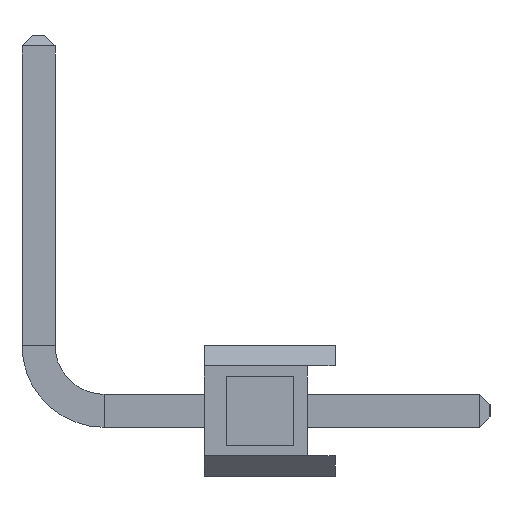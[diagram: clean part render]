
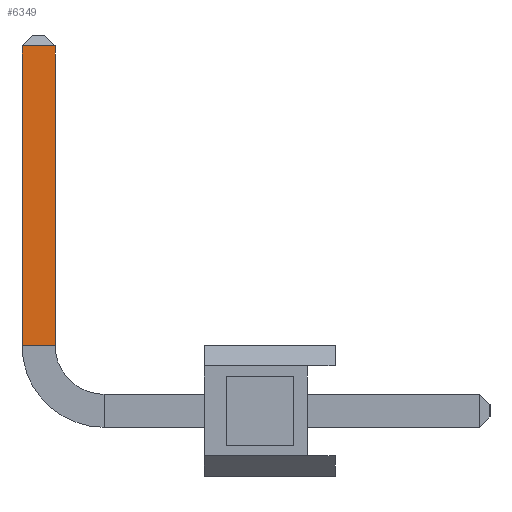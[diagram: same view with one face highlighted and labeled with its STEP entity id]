
A CAD part, left-side view. The second image highlights one B-rep face of the part: STEP entity #6349.
In plain terms, the highlighted planar face has unit normal (-1, 0, 0).
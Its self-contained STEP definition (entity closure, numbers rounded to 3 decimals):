
#1056 = VECTOR ( 'NONE', #3830, 1000. ) ;
#1151 = CARTESIAN_POINT ( 'NONE',  ( -0.32, 5.43, 1.27 ) ) ;
#1719 = VECTOR ( 'NONE', #12511, 1000. ) ;
#2161 = CARTESIAN_POINT ( 'NONE',  ( -0.32, 6.07, 7.07 ) ) ;
#3830 = DIRECTION ( 'NONE',  ( 0., 0., 1. ) ) ;
#4195 = LINE ( 'NONE', #2161, #12985 ) ;
#4315 = DIRECTION ( 'NONE',  ( -1., 0., 0. ) ) ;
#5321 = CARTESIAN_POINT ( 'NONE',  ( -0.32, 6.07, 1.27 ) ) ;
#5616 = CARTESIAN_POINT ( 'NONE',  ( -0.32, 6.07, 1.27 ) ) ;
#5623 = DIRECTION ( 'NONE',  ( 0., 0., 1. ) ) ;
#6349 = ADVANCED_FACE ( 'NONE', ( #12150 ), #10338, .T. ) ;
#7337 = AXIS2_PLACEMENT_3D ( 'NONE', #8911, #4315, #13373 ) ;
#7815 = LINE ( 'NONE', #5321, #1056 ) ;
#8911 = CARTESIAN_POINT ( 'NONE',  ( -0.32, 6.07, 1.27 ) ) ;
#9418 = LINE ( 'NONE', #1151, #12894 ) ;
#10338 = PLANE ( 'NONE',  #7337 ) ;
#10982 = EDGE_CURVE ( 'NONE', #11681, #11089, #18927, .T. ) ;
#11022 = CARTESIAN_POINT ( 'NONE',  ( -0.32, 6.07, 1.27 ) ) ;
#11089 = VERTEX_POINT ( 'NONE', #15825 ) ;
#11681 = VERTEX_POINT ( 'NONE', #5616 ) ;
#12150 = FACE_OUTER_BOUND ( 'NONE', #12869, .T. ) ;
#12333 = DIRECTION ( 'NONE',  ( 0., 1., 0. ) ) ;
#12435 = CARTESIAN_POINT ( 'NONE',  ( -0.32, 5.43, 7.07 ) ) ;
#12511 = DIRECTION ( 'NONE',  ( 0., -1., 0. ) ) ;
#12869 = EDGE_LOOP ( 'NONE', ( #19180, #18026, #19230, #15499 ) ) ;
#12894 = VECTOR ( 'NONE', #5623, 1000. ) ;
#12985 = VECTOR ( 'NONE', #12333, 1000. ) ;
#13149 = CARTESIAN_POINT ( 'NONE',  ( -0.32, 6.07, 7.07 ) ) ;
#13168 = VERTEX_POINT ( 'NONE', #12435 ) ;
#13373 = DIRECTION ( 'NONE',  ( 0., -1., 0. ) ) ;
#14649 = EDGE_CURVE ( 'NONE', #13168, #19036, #4195, .T. ) ;
#15410 = EDGE_CURVE ( 'NONE', #11681, #19036, #7815, .T. ) ;
#15499 = ORIENTED_EDGE ( 'NONE', *, *, #10982, .T. ) ;
#15825 = CARTESIAN_POINT ( 'NONE',  ( -0.32, 5.43, 1.27 ) ) ;
#17507 = EDGE_CURVE ( 'NONE', #11089, #13168, #9418, .T. ) ;
#18026 = ORIENTED_EDGE ( 'NONE', *, *, #14649, .T. ) ;
#18927 = LINE ( 'NONE', #11022, #1719 ) ;
#19036 = VERTEX_POINT ( 'NONE', #13149 ) ;
#19180 = ORIENTED_EDGE ( 'NONE', *, *, #17507, .T. ) ;
#19230 = ORIENTED_EDGE ( 'NONE', *, *, #15410, .F. ) ;
